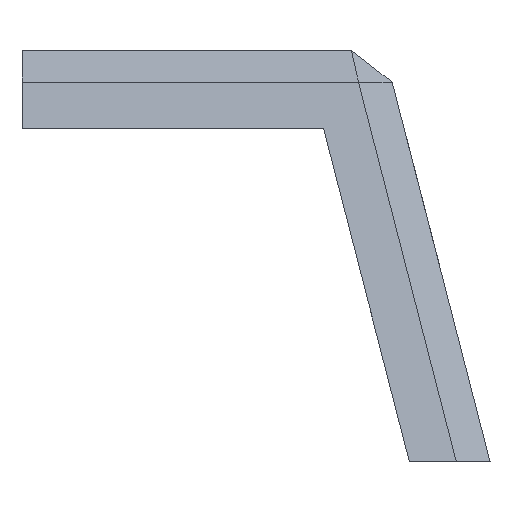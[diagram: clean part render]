
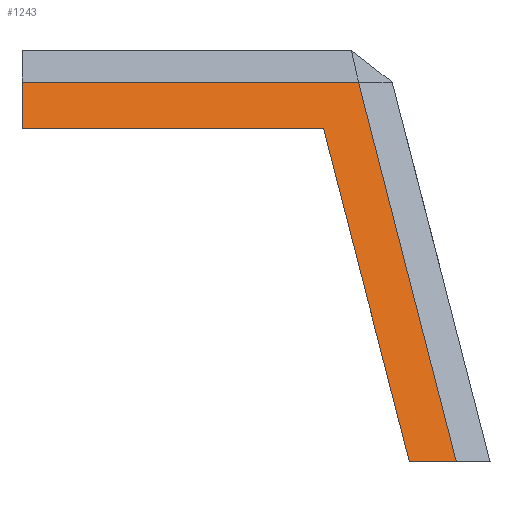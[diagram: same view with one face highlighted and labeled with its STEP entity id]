
A CAD part, top view. The second image highlights one B-rep face of the part: STEP entity #1243.
In plain terms, the highlighted planar face has unit normal (0, 0.249, 0.968).
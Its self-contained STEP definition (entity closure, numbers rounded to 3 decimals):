
#57=LINE('',#1780,#229);
#106=LINE('',#1879,#278);
#107=LINE('',#1880,#279);
#108=LINE('',#1882,#280);
#109=LINE('',#1884,#281);
#110=LINE('',#1885,#282);
#229=VECTOR('',#1438,1000.);
#278=VECTOR('',#1507,1000.);
#279=VECTOR('',#1508,1000.);
#280=VECTOR('',#1509,1000.);
#281=VECTOR('',#1510,1000.);
#282=VECTOR('',#1511,1000.);
#384=FACE_OUTER_BOUND('',#453,.T.);
#453=EDGE_LOOP('',(#921,#922,#923,#924,#925,#926));
#545=VERTEX_POINT('',#1777);
#546=VERTEX_POINT('',#1779);
#585=VERTEX_POINT('',#1877);
#586=VERTEX_POINT('',#1878);
#587=VERTEX_POINT('',#1881);
#588=VERTEX_POINT('',#1883);
#667=EDGE_CURVE('',#546,#545,#57,.T.);
#716=EDGE_CURVE('',#585,#586,#106,.T.);
#717=EDGE_CURVE('',#546,#585,#107,.T.);
#718=EDGE_CURVE('',#545,#587,#108,.T.);
#719=EDGE_CURVE('',#587,#588,#109,.T.);
#720=EDGE_CURVE('',#586,#588,#110,.T.);
#921=ORIENTED_EDGE('',*,*,#716,.F.);
#922=ORIENTED_EDGE('',*,*,#717,.F.);
#923=ORIENTED_EDGE('',*,*,#667,.T.);
#924=ORIENTED_EDGE('',*,*,#718,.T.);
#925=ORIENTED_EDGE('',*,*,#719,.T.);
#926=ORIENTED_EDGE('',*,*,#720,.F.);
#1175=PLANE('',#1319);
#1243=ADVANCED_FACE('',(#384),#1175,.F.);
#1319=AXIS2_PLACEMENT_3D('',#1876,#1505,#1506);
#1438=DIRECTION('',(1.,0.,0.));
#1505=DIRECTION('center_axis',(0.,-0.25,-0.968));
#1506=DIRECTION('ref_axis',(0.,-0.968,0.25));
#1507=DIRECTION('',(-1.,0.,0.));
#1508=DIRECTION('',(-0.242,0.94,-0.242));
#1509=DIRECTION('',(-0.242,0.94,-0.242));
#1510=DIRECTION('',(-1.,0.,0.));
#1511=DIRECTION('',(0.,0.968,-0.25));
#1777=CARTESIAN_POINT('',(211.582,597.253,-10.989));
#1779=CARTESIAN_POINT('',(197.235,597.253,-10.989));
#1780=CARTESIAN_POINT('',(-32.229,597.253,-10.989));
#1876=CARTESIAN_POINT('Origin',(-39.492,535.402,4.949));
#1877=CARTESIAN_POINT('',(171.006,699.035,-37.218));
#1878=CARTESIAN_POINT('',(78.854,699.035,-37.218));
#1879=CARTESIAN_POINT('',(-38.494,699.035,-37.218));
#1880=CARTESIAN_POINT('',(189.971,625.439,-18.253));
#1881=CARTESIAN_POINT('',(181.696,713.225,-40.874));
#1882=CARTESIAN_POINT('',(211.868,596.142,-10.703));
#1883=CARTESIAN_POINT('',(78.854,713.225,-40.874));
#1884=CARTESIAN_POINT('',(-39.492,713.225,-40.874));
#1885=CARTESIAN_POINT('',(78.854,535.402,4.949));
